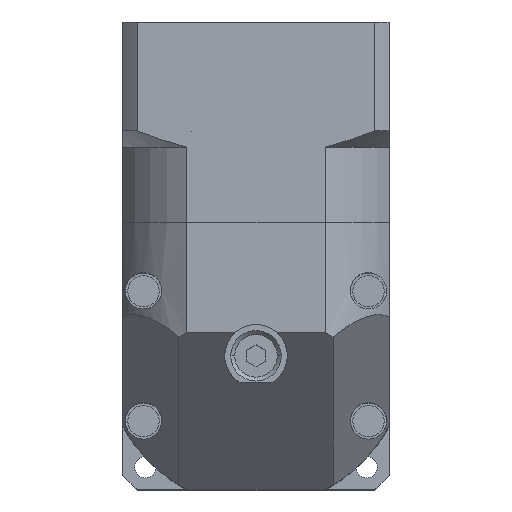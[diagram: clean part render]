
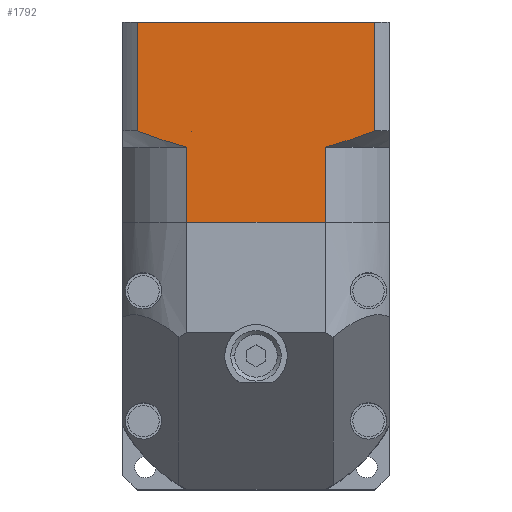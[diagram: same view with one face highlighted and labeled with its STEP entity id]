
A CAD part, top view. The second image highlights one B-rep face of the part: STEP entity #1792.
In plain terms, the highlighted planar face has unit normal (0, 0, 1).
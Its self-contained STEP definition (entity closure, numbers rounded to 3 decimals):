
#137 = CARTESIAN_POINT ( 'NONE',  ( -1.31, 21.086, 132.6 ) ) ;
#179 = CARTESIAN_POINT ( 'NONE',  ( -6.377, 34.653, 132.6 ) ) ;
#389 = LINE ( 'NONE', #137, #4493 ) ;
#436 = PLANE ( 'NONE',  #5047 ) ;
#497 = CARTESIAN_POINT ( 'NONE',  ( -3.898, 33.82, 132.6 ) ) ;
#890 = CARTESIAN_POINT ( 'NONE',  ( 24.182, 34.083, 132.6 ) ) ;
#1164 = LINE ( 'NONE', #9960, #3209 ) ;
#1222 = DIRECTION ( 'NONE',  ( 0., -1., 0. ) ) ;
#1272 = DIRECTION ( 'NONE',  ( 0., -1., 0. ) ) ;
#1389 = CARTESIAN_POINT ( 'NONE',  ( -5.295, 34.285, 132.6 ) ) ;
#1505 = CARTESIAN_POINT ( 'NONE',  ( 20.809, 21.086, 132.6 ) ) ;
#1792 = ADVANCED_FACE ( 'NONE', ( #8144 ), #436, .F. ) ;
#2022 = CARTESIAN_POINT ( 'NONE',  ( -8.505, 35.422, 132.6 ) ) ;
#2025 = CARTESIAN_POINT ( 'NONE',  ( -9.186, 53.086, 132.6 ) ) ;
#2107 = CARTESIAN_POINT ( 'NONE',  ( -1.31, 21.086, 132.6 ) ) ;
#2195 = ORIENTED_EDGE ( 'NONE', *, *, #6884, .F. ) ;
#2242 = DIRECTION ( 'NONE',  ( 0., -1., 0. ) ) ;
#2566 = VECTOR ( 'NONE', #12068, 1000. ) ;
#2813 = ORIENTED_EDGE ( 'NONE', *, *, #3102, .T. ) ;
#2952 = VERTEX_POINT ( 'NONE', #5360 ) ;
#2992 = CARTESIAN_POINT ( 'NONE',  ( 24.762, 34.274, 132.6 ) ) ;
#3102 = EDGE_CURVE ( 'NONE', #11407, #10962, #10273, .T. ) ;
#3209 = VECTOR ( 'NONE', #2242, 1000. ) ;
#3219 = CARTESIAN_POINT ( 'NONE',  ( -9.186, 35.684, 132.6 ) ) ;
#3236 = DIRECTION ( 'NONE',  ( 0., -1., 0. ) ) ;
#3751 = CARTESIAN_POINT ( 'NONE',  ( 24.74, 34.267, 132.6 ) ) ;
#3812 = CARTESIAN_POINT ( 'NONE',  ( 24.632, 34.231, 132.6 ) ) ;
#4259 = EDGE_CURVE ( 'NONE', #8345, #8908, #11935, .T. ) ;
#4328 = VERTEX_POINT ( 'NONE', #2025 ) ;
#4493 = VECTOR ( 'NONE', #1222, 1000. ) ;
#4718 = CARTESIAN_POINT ( 'NONE',  ( 24.708, 34.256, 132.6 ) ) ;
#4844 = CARTESIAN_POINT ( 'NONE',  ( 24.773, 34.278, 132.6 ) ) ;
#5037 = CARTESIAN_POINT ( 'NONE',  ( -5.547, 34.369, 132.6 ) ) ;
#5047 = AXIS2_PLACEMENT_3D ( 'NONE', #9359, #8392, #3236 ) ;
#5131 = CARTESIAN_POINT ( 'NONE',  ( 20.809, 21.086, 132.6 ) ) ;
#5346 = CARTESIAN_POINT ( 'NONE',  ( -5.313, 34.291, 132.6 ) ) ;
#5360 = CARTESIAN_POINT ( 'NONE',  ( 28.685, 53.086, 132.6 ) ) ;
#5656 = CARTESIAN_POINT ( 'NONE',  ( 20.809, 33.086, 132.6 ) ) ;
#5841 = ORIENTED_EDGE ( 'NONE', *, *, #12176, .T. ) ;
#5903 = LINE ( 'NONE', #5131, #8672 ) ;
#5920 = DIRECTION ( 'NONE',  ( 1., 0., 0. ) ) ;
#5927 = CARTESIAN_POINT ( 'NONE',  ( -7.505, 35.051, 132.6 ) ) ;
#5944 = ORIENTED_EDGE ( 'NONE', *, *, #4259, .T. ) ;
#5987 = LINE ( 'NONE', #11880, #10918 ) ;
#6884 = EDGE_CURVE ( 'NONE', #4328, #2952, #11050, .T. ) ;
#6978 = DIRECTION ( 'NONE',  ( 0., 1., 0. ) ) ;
#7165 = ORIENTED_EDGE ( 'NONE', *, *, #8150, .T. ) ;
#7166 = EDGE_CURVE ( 'NONE', #8296, #8345, #5903, .T. ) ;
#7644 = CARTESIAN_POINT ( 'NONE',  ( 20.809, 33.086, 132.6 ) ) ;
#7706 = VECTOR ( 'NONE', #1272, 1000. ) ;
#7730 = ORIENTED_EDGE ( 'NONE', *, *, #10615, .T. ) ;
#7835 = CARTESIAN_POINT ( 'NONE',  ( 28.685, 35.684, 132.6 ) ) ;
#7902 = CARTESIAN_POINT ( 'NONE',  ( 28.685, 35.684, 132.6 ) ) ;
#8086 = CARTESIAN_POINT ( 'NONE',  ( -1.31, 33.086, 132.6 ) ) ;
#8127 = CARTESIAN_POINT ( 'NONE',  ( -9.186, 53.086, 132.6 ) ) ;
#8144 = FACE_OUTER_BOUND ( 'NONE', #9839, .T. ) ;
#8150 = EDGE_CURVE ( 'NONE', #10632, #8296, #5987, .T. ) ;
#8296 = VERTEX_POINT ( 'NONE', #1505 ) ;
#8345 = VERTEX_POINT ( 'NONE', #5656 ) ;
#8392 = DIRECTION ( 'NONE',  ( 0., 0., -1. ) ) ;
#8656 = CARTESIAN_POINT ( 'NONE',  ( 24.482, 34.181, 132.6 ) ) ;
#8672 = VECTOR ( 'NONE', #6978, 1000. ) ;
#8677 = EDGE_CURVE ( 'NONE', #2952, #8908, #1164, .T. ) ;
#8847 = CARTESIAN_POINT ( 'NONE',  ( -9.186, 35.684, 132.6 ) ) ;
#8908 = VERTEX_POINT ( 'NONE', #7902 ) ;
#8912 = CARTESIAN_POINT ( 'NONE',  ( -5.41, 34.323, 132.6 ) ) ;
#9359 = CARTESIAN_POINT ( 'NONE',  ( -9.186, 53.086, 132.6 ) ) ;
#9686 = CARTESIAN_POINT ( 'NONE',  ( 27.326, 35.162, 132.6 ) ) ;
#9748 = CARTESIAN_POINT ( 'NONE',  ( 26.025, 34.695, 132.6 ) ) ;
#9807 = CARTESIAN_POINT ( 'NONE',  ( -5.822, 34.462, 132.6 ) ) ;
#9839 = EDGE_LOOP ( 'NONE', ( #2813, #7730, #7165, #11952, #5944, #10769, #2195, #5841 ) ) ;
#9960 = CARTESIAN_POINT ( 'NONE',  ( 28.685, 53.086, 132.6 ) ) ;
#10005 = CARTESIAN_POINT ( 'NONE',  ( -9.186, 53.086, 132.6 ) ) ;
#10183 = CARTESIAN_POINT ( 'NONE',  ( -2.577, 33.423, 132.6 ) ) ;
#10273 = B_SPLINE_CURVE_WITH_KNOTS ( 'NONE', 3,
 ( #8847, #2022, #5927, #179, #9807, #5037, #8912, #12012, #5346, #1389, #497, #10183, #12077 ),
 .UNSPECIFIED., .F., .F.,
 ( 4, 1, 1, 1, 1, 1, 2, 2, 4 ),
 ( 0., 0.25, 0.375, 0.438, 0.469, 0.484, 0.492, 0.5, 1. ),
 .UNSPECIFIED. ) ;
#10511 = CARTESIAN_POINT ( 'NONE',  ( 21.444, 33.254, 132.6 ) ) ;
#10615 = EDGE_CURVE ( 'NONE', #10962, #10632, #389, .T. ) ;
#10632 = VERTEX_POINT ( 'NONE', #2107 ) ;
#10769 = ORIENTED_EDGE ( 'NONE', *, *, #8677, .F. ) ;
#10918 = VECTOR ( 'NONE', #5920, 1000. ) ;
#10962 = VERTEX_POINT ( 'NONE', #8086 ) ;
#11050 = LINE ( 'NONE', #8127, #2566 ) ;
#11407 = VERTEX_POINT ( 'NONE', #3219 ) ;
#11522 = CARTESIAN_POINT ( 'NONE',  ( 22.416, 33.53, 132.6 ) ) ;
#11586 = CARTESIAN_POINT ( 'NONE',  ( 23.588, 33.892, 132.6 ) ) ;
#11880 = CARTESIAN_POINT ( 'NONE',  ( -9.186, 21.086, 132.6 ) ) ;
#11896 = LINE ( 'NONE', #10005, #7706 ) ;
#11935 = B_SPLINE_CURVE_WITH_KNOTS ( 'NONE', 3,
 ( #7644, #10511, #11522, #11586, #890, #8656, #3812, #4718, #3751, #2992, #4844, #9748, #9686, #7835 ),
 .UNSPECIFIED., .F., .F.,
 ( 4, 1, 1, 1, 1, 1, 1, 2, 2, 4 ),
 ( 0., 0.25, 0.375, 0.438, 0.469, 0.484, 0.492, 0.496, 0.5, 1. ),
 .UNSPECIFIED. ) ;
#11952 = ORIENTED_EDGE ( 'NONE', *, *, #7166, .T. ) ;
#12012 = CARTESIAN_POINT ( 'NONE',  ( -5.352, 34.304, 132.6 ) ) ;
#12068 = DIRECTION ( 'NONE',  ( 1., 0., 0. ) ) ;
#12077 = CARTESIAN_POINT ( 'NONE',  ( -1.31, 33.086, 132.6 ) ) ;
#12176 = EDGE_CURVE ( 'NONE', #4328, #11407, #11896, .T. ) ;
